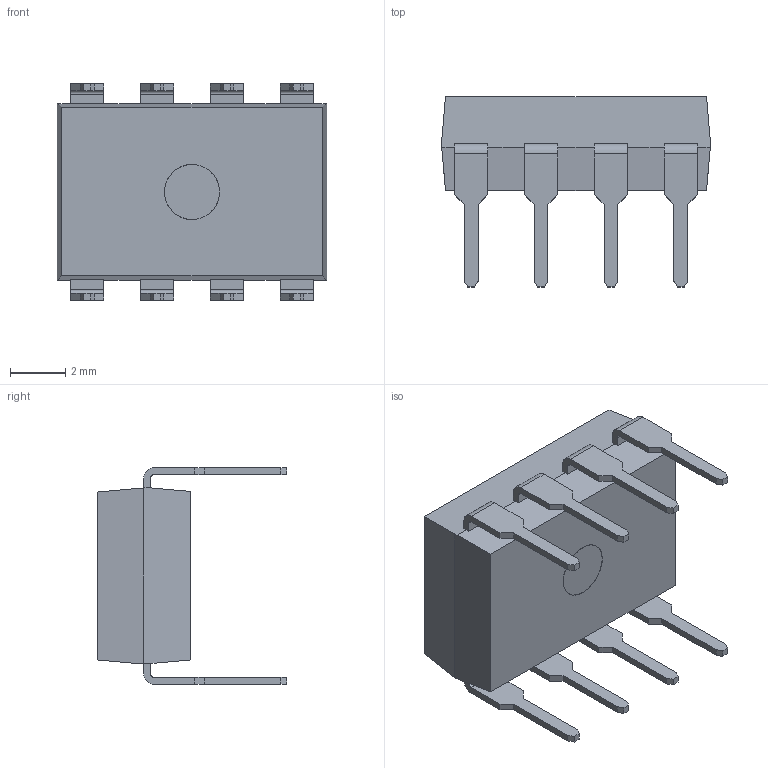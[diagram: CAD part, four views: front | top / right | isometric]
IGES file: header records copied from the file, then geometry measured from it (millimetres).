
Global section: file name: No Iges File Name specified; native system: Autodesk Inventor 2013; preprocessor: AutoDesk Inventor Iges Exporter R2013; author: odafonseca; date: 20130529.141124; units: millimetre
Bounding box: 9.78 x 6.9 x 7.87 mm (x, y, z)
Volume: 213.9 mm3; surface area: 317.2 mm2
Topology: 1 solids, 1 shells, 260 faces, 722 edges, 478 vertices
Faces by surface type: bspline 260
